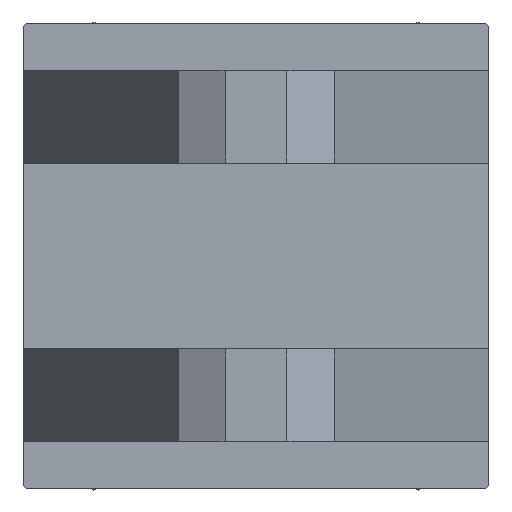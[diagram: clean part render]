
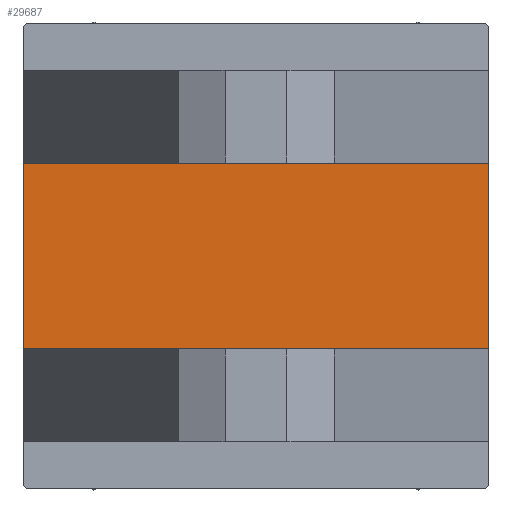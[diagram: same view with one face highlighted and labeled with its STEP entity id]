
A CAD part, left-side view. The second image highlights one B-rep face of the part: STEP entity #29687.
In plain terms, the highlighted planar face has unit normal (-1, 0, 0).
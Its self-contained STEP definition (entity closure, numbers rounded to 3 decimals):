
#538 = DIRECTION ( 'NONE',  ( -1., 0., 0. ) ) ;
#2194 = EDGE_CURVE ( 'NONE', #24202, #12382, #3703, .T. ) ;
#3703 = LINE ( 'NONE', #30314, #31583 ) ;
#4952 = CARTESIAN_POINT ( 'NONE',  ( 0., 37.5, 37.5 ) ) ;
#6759 = AXIS2_PLACEMENT_3D ( 'NONE', #19634, #538, #8332 ) ;
#8332 = DIRECTION ( 'NONE',  ( 0., 0., 1. ) ) ;
#10561 = LINE ( 'NONE', #25375, #15873 ) ;
#11002 = DIRECTION ( 'NONE',  ( 0., -1., 0. ) ) ;
#12382 = VERTEX_POINT ( 'NONE', #22423 ) ;
#15873 = VECTOR ( 'NONE', #41450, 1000. ) ;
#16852 = FACE_OUTER_BOUND ( 'NONE', #43184, .T. ) ;
#18628 = CARTESIAN_POINT ( 'NONE',  ( 0., 15., -37.5 ) ) ;
#19634 = CARTESIAN_POINT ( 'NONE',  ( 0., 0., 0. ) ) ;
#20687 = EDGE_CURVE ( 'NONE', #23531, #32390, #32049, .T. ) ;
#21668 = ORIENTED_EDGE ( 'NONE', *, *, #2194, .T. ) ;
#22423 = CARTESIAN_POINT ( 'NONE',  ( 0., -15., -37.5 ) ) ;
#23531 = VERTEX_POINT ( 'NONE', #41910 ) ;
#24036 = LINE ( 'NONE', #42883, #39821 ) ;
#24202 = VERTEX_POINT ( 'NONE', #18628 ) ;
#25155 = CARTESIAN_POINT ( 'NONE',  ( 0., -15., 37.5 ) ) ;
#25375 = CARTESIAN_POINT ( 'NONE',  ( 0., -15., 37.5 ) ) ;
#27546 = DIRECTION ( 'NONE',  ( 0., -1., 0. ) ) ;
#29687 = ADVANCED_FACE ( 'NONE', ( #16852 ), #32148, .T. ) ;
#30314 = CARTESIAN_POINT ( 'NONE',  ( 0., 37.5, -37.5 ) ) ;
#31583 = VECTOR ( 'NONE', #11002, 1000. ) ;
#32049 = LINE ( 'NONE', #4952, #37641 ) ;
#32148 = PLANE ( 'NONE',  #6759 ) ;
#32390 = VERTEX_POINT ( 'NONE', #25155 ) ;
#34079 = ORIENTED_EDGE ( 'NONE', *, *, #35380, .T. ) ;
#35380 = EDGE_CURVE ( 'NONE', #23531, #24202, #24036, .T. ) ;
#37641 = VECTOR ( 'NONE', #27546, 1000. ) ;
#39116 = DIRECTION ( 'NONE',  ( 0., 0., -1. ) ) ;
#39821 = VECTOR ( 'NONE', #39116, 1000. ) ;
#41450 = DIRECTION ( 'NONE',  ( 0., 0., -1. ) ) ;
#41771 = EDGE_CURVE ( 'NONE', #32390, #12382, #10561, .T. ) ;
#41910 = CARTESIAN_POINT ( 'NONE',  ( 0., 15., 37.5 ) ) ;
#42619 = ORIENTED_EDGE ( 'NONE', *, *, #41771, .F. ) ;
#42883 = CARTESIAN_POINT ( 'NONE',  ( 0., 15., 37.5 ) ) ;
#43184 = EDGE_LOOP ( 'NONE', ( #21668, #42619, #46310, #34079 ) ) ;
#46310 = ORIENTED_EDGE ( 'NONE', *, *, #20687, .F. ) ;
